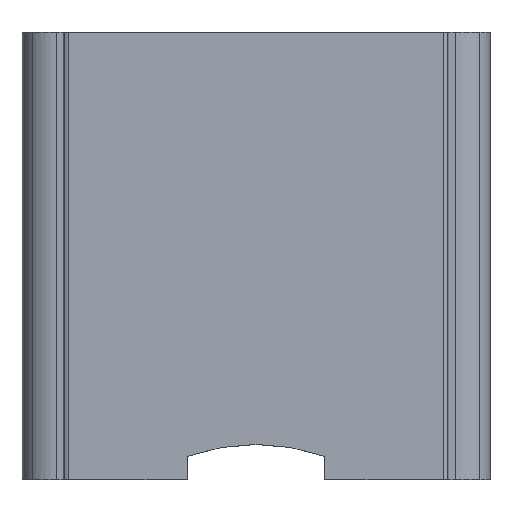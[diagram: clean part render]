
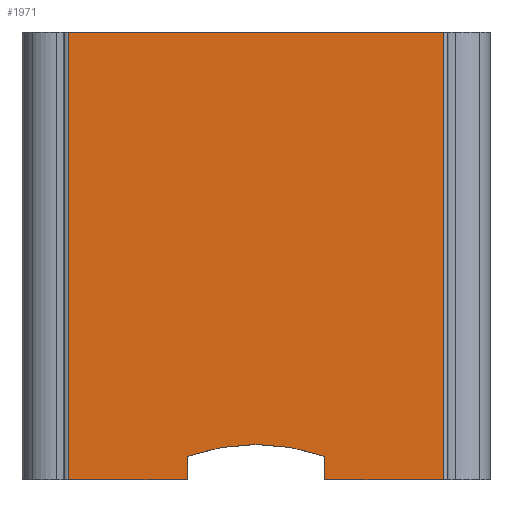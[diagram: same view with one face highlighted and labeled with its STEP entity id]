
A CAD part, top view. The second image highlights one B-rep face of the part: STEP entity #1971.
In plain terms, the highlighted planar face has unit normal (0, 0, 1).
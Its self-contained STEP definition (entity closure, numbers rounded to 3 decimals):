
#22 = VECTOR ( 'NONE', #608, 1000. ) ;
#64 = ORIENTED_EDGE ( 'NONE', *, *, #1980, .F. ) ;
#148 = VERTEX_POINT ( 'NONE', #1597 ) ;
#154 = EDGE_CURVE ( 'NONE', #826, #811, #483, .T. ) ;
#206 = DIRECTION ( 'NONE',  ( 0., 0., 1. ) ) ;
#233 = CARTESIAN_POINT ( 'NONE',  ( -1.013, 0.343, 1.433 ) ) ;
#298 = EDGE_CURVE ( 'NONE', #148, #826, #1684, .T. ) ;
#451 = CIRCLE ( 'NONE', #2152, 3.012 ) ;
#467 = ORIENTED_EDGE ( 'NONE', *, *, #1942, .F. ) ;
#469 = VERTEX_POINT ( 'NONE', #2040 ) ;
#483 = LINE ( 'NONE', #777, #22 ) ;
#498 = EDGE_CURVE ( 'NONE', #1782, #659, #1384, .T. ) ;
#504 = VECTOR ( 'NONE', #1128, 1000. ) ;
#557 = FACE_OUTER_BOUND ( 'NONE', #955, .T. ) ;
#608 = DIRECTION ( 'NONE',  ( -1., 0., 0. ) ) ;
#647 = CARTESIAN_POINT ( 'NONE',  ( 1.013, 0., 1.433 ) ) ;
#659 = VERTEX_POINT ( 'NONE', #1707 ) ;
#661 = DIRECTION ( 'NONE',  ( 0., -1., 0. ) ) ;
#704 = ORIENTED_EDGE ( 'NONE', *, *, #298, .F. ) ;
#713 = LINE ( 'NONE', #1014, #1677 ) ;
#744 = VECTOR ( 'NONE', #661, 1000. ) ;
#777 = CARTESIAN_POINT ( 'NONE',  ( 2.841, 0., 1.433 ) ) ;
#800 = ORIENTED_EDGE ( 'NONE', *, *, #1382, .T. ) ;
#809 = CARTESIAN_POINT ( 'NONE',  ( -1.013, 0., 1.433 ) ) ;
#811 = VERTEX_POINT ( 'NONE', #647 ) ;
#826 = VERTEX_POINT ( 'NONE', #1637 ) ;
#833 = EDGE_CURVE ( 'NONE', #1495, #1782, #974, .T. ) ;
#872 = ORIENTED_EDGE ( 'NONE', *, *, #498, .F. ) ;
#916 = AXIS2_PLACEMENT_3D ( 'NONE', #1197, #206, #1174 ) ;
#920 = VECTOR ( 'NONE', #1614, 1000. ) ;
#923 = VECTOR ( 'NONE', #2011, 1000. ) ;
#955 = EDGE_LOOP ( 'NONE', ( #1003, #467, #64, #1138, #704, #800, #1312, #872 ) ) ;
#967 = CARTESIAN_POINT ( 'NONE',  ( -1.013, 0., 1.433 ) ) ;
#974 = LINE ( 'NONE', #967, #744 ) ;
#1003 = ORIENTED_EDGE ( 'NONE', *, *, #833, .F. ) ;
#1014 = CARTESIAN_POINT ( 'NONE',  ( 1.013, 0., 1.433 ) ) ;
#1128 = DIRECTION ( 'NONE',  ( -1., 0., 0. ) ) ;
#1132 = CARTESIAN_POINT ( 'NONE',  ( 2.765, 0., 1.433 ) ) ;
#1138 = ORIENTED_EDGE ( 'NONE', *, *, #154, .F. ) ;
#1158 = VERTEX_POINT ( 'NONE', #1681 ) ;
#1162 = DIRECTION ( 'NONE',  ( 0., 0., 1. ) ) ;
#1174 = DIRECTION ( 'NONE',  ( 1., 0., 0. ) ) ;
#1197 = CARTESIAN_POINT ( 'NONE',  ( -2.841, 0., 1.433 ) ) ;
#1240 = CARTESIAN_POINT ( 'NONE',  ( -2.765, 0., 1.433 ) ) ;
#1272 = EDGE_CURVE ( 'NONE', #659, #1158, #2031, .T. ) ;
#1303 = DIRECTION ( 'NONE',  ( -1., 0., 0. ) ) ;
#1312 = ORIENTED_EDGE ( 'NONE', *, *, #1272, .F. ) ;
#1363 = DIRECTION ( 'NONE',  ( 0., 1., 0. ) ) ;
#1382 = EDGE_CURVE ( 'NONE', #148, #1158, #1877, .T. ) ;
#1384 = LINE ( 'NONE', #1856, #923 ) ;
#1409 = DIRECTION ( 'NONE',  ( 0., 1., 0. ) ) ;
#1495 = VERTEX_POINT ( 'NONE', #233 ) ;
#1523 = PLANE ( 'NONE',  #916 ) ;
#1597 = CARTESIAN_POINT ( 'NONE',  ( 2.765, 6.6, 1.433 ) ) ;
#1614 = DIRECTION ( 'NONE',  ( 0., -1., 0. ) ) ;
#1637 = CARTESIAN_POINT ( 'NONE',  ( 2.765, 0., 1.433 ) ) ;
#1677 = VECTOR ( 'NONE', #1363, 1000. ) ;
#1681 = CARTESIAN_POINT ( 'NONE',  ( -2.765, 6.6, 1.433 ) ) ;
#1684 = LINE ( 'NONE', #1132, #920 ) ;
#1707 = CARTESIAN_POINT ( 'NONE',  ( -2.765, 0., 1.433 ) ) ;
#1782 = VERTEX_POINT ( 'NONE', #809 ) ;
#1849 = VECTOR ( 'NONE', #1409, 1000. ) ;
#1856 = CARTESIAN_POINT ( 'NONE',  ( 2.841, 0., 1.433 ) ) ;
#1877 = LINE ( 'NONE', #1950, #504 ) ;
#1942 = EDGE_CURVE ( 'NONE', #469, #1495, #451, .T. ) ;
#1950 = CARTESIAN_POINT ( 'NONE',  ( -1.421, 6.6, 1.433 ) ) ;
#1971 = ADVANCED_FACE ( 'NONE', ( #557 ), #1523, .T. ) ;
#1980 = EDGE_CURVE ( 'NONE', #811, #469, #713, .T. ) ;
#2011 = DIRECTION ( 'NONE',  ( -1., 0., 0. ) ) ;
#2031 = LINE ( 'NONE', #1240, #1849 ) ;
#2040 = CARTESIAN_POINT ( 'NONE',  ( 1.013, 0.343, 1.433 ) ) ;
#2152 = AXIS2_PLACEMENT_3D ( 'NONE', #2163, #1162, #1303 ) ;
#2163 = CARTESIAN_POINT ( 'NONE',  ( 0., -2.493, 1.433 ) ) ;
